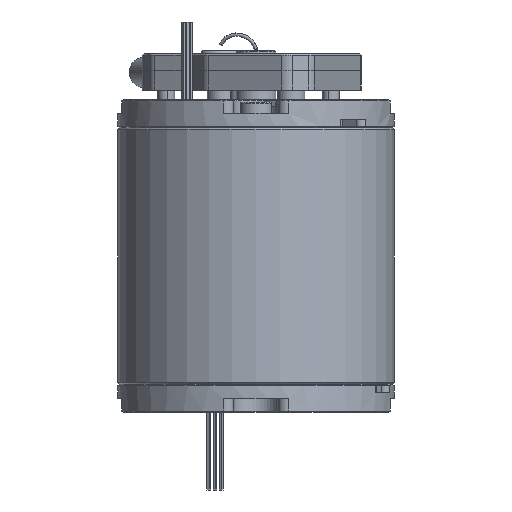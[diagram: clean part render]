
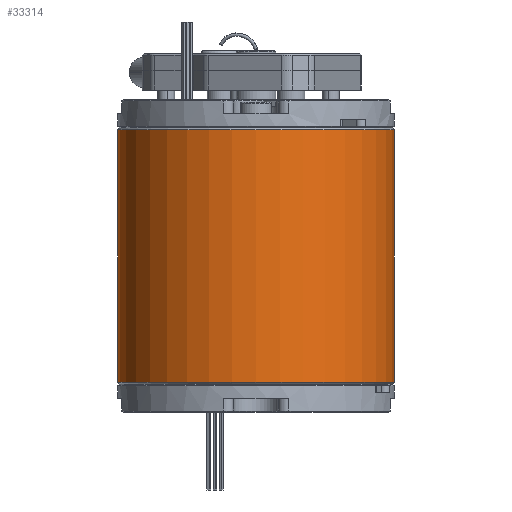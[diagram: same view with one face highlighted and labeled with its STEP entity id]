
A CAD part, front view. The second image highlights one B-rep face of the part: STEP entity #33314.
In plain terms, the highlighted cylindrical face has radius 24.5 mm (diameter 49 mm), a partial arc.
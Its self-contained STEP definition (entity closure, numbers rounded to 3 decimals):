
#751 = DIRECTION ( 'NONE',  ( 1., 0., 0. ) ) ;
#978 = CIRCLE ( 'NONE', #29508, 24.5 ) ;
#3367 = EDGE_CURVE ( 'NONE', #27947, #30369, #14852, .T. ) ;
#4775 = LINE ( 'NONE', #17919, #10625 ) ;
#6099 = ORIENTED_EDGE ( 'NONE', *, *, #25124, .T. ) ;
#6181 = VERTEX_POINT ( 'NONE', #11989 ) ;
#8727 = CARTESIAN_POINT ( 'NONE',  ( -24.5, 0., 0.4 ) ) ;
#10103 = ORIENTED_EDGE ( 'NONE', *, *, #17447, .F. ) ;
#10625 = VECTOR ( 'NONE', #20783, 1000. ) ;
#11689 = FACE_OUTER_BOUND ( 'NONE', #26260, .T. ) ;
#11989 = CARTESIAN_POINT ( 'NONE',  ( 24.5, 0., 45.1 ) ) ;
#14852 = CIRCLE ( 'NONE', #19150, 24.5 ) ;
#15497 = DIRECTION ( 'NONE',  ( 0., 0., 1. ) ) ;
#17447 = EDGE_CURVE ( 'NONE', #6181, #30369, #4775, .T. ) ;
#17853 = CARTESIAN_POINT ( 'NONE',  ( 24.5, 0., 0.4 ) ) ;
#17870 = DIRECTION ( 'NONE',  ( -1., 0., 0. ) ) ;
#17919 = CARTESIAN_POINT ( 'NONE',  ( 24.5, 0., 0. ) ) ;
#18743 = VECTOR ( 'NONE', #29985, 1000. ) ;
#19150 = AXIS2_PLACEMENT_3D ( 'NONE', #25613, #15497, #17870 ) ;
#20783 = DIRECTION ( 'NONE',  ( 0., 0., -1. ) ) ;
#20983 = ORIENTED_EDGE ( 'NONE', *, *, #31733, .T. ) ;
#22126 = CYLINDRICAL_SURFACE ( 'NONE', #23160, 24.5 ) ;
#22457 = DIRECTION ( 'NONE',  ( -1., 0., 0. ) ) ;
#22730 = LINE ( 'NONE', #30328, #18743 ) ;
#23095 = VERTEX_POINT ( 'NONE', #24926 ) ;
#23160 = AXIS2_PLACEMENT_3D ( 'NONE', #24971, #32398, #22457 ) ;
#23839 = DIRECTION ( 'NONE',  ( 0., 0., -1. ) ) ;
#24926 = CARTESIAN_POINT ( 'NONE',  ( -24.5, 0., 45.1 ) ) ;
#24971 = CARTESIAN_POINT ( 'NONE',  ( 0., 0., 0. ) ) ;
#25124 = EDGE_CURVE ( 'NONE', #23095, #27947, #22730, .T. ) ;
#25613 = CARTESIAN_POINT ( 'NONE',  ( 0., 0., 0.4 ) ) ;
#26260 = EDGE_LOOP ( 'NONE', ( #10103, #20983, #6099, #32051 ) ) ;
#26560 = CARTESIAN_POINT ( 'NONE',  ( 0., 0., 45.1 ) ) ;
#27947 = VERTEX_POINT ( 'NONE', #8727 ) ;
#29508 = AXIS2_PLACEMENT_3D ( 'NONE', #26560, #23839, #751 ) ;
#29985 = DIRECTION ( 'NONE',  ( 0., 0., -1. ) ) ;
#30328 = CARTESIAN_POINT ( 'NONE',  ( -24.5, 0., 0. ) ) ;
#30369 = VERTEX_POINT ( 'NONE', #17853 ) ;
#31733 = EDGE_CURVE ( 'NONE', #6181, #23095, #978, .T. ) ;
#32051 = ORIENTED_EDGE ( 'NONE', *, *, #3367, .T. ) ;
#32398 = DIRECTION ( 'NONE',  ( 0., 0., -1. ) ) ;
#33314 = ADVANCED_FACE ( 'NONE', ( #11689 ), #22126, .T. ) ;
